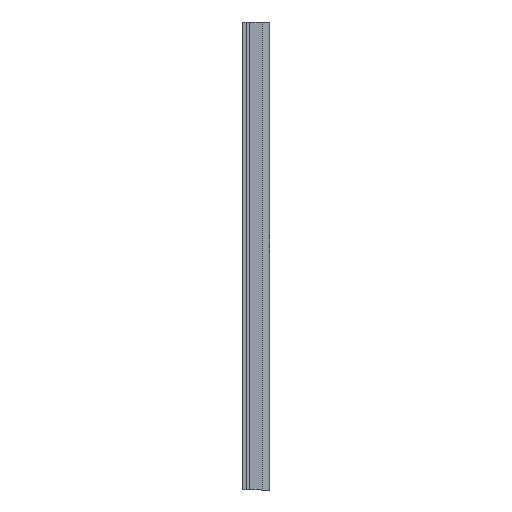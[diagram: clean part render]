
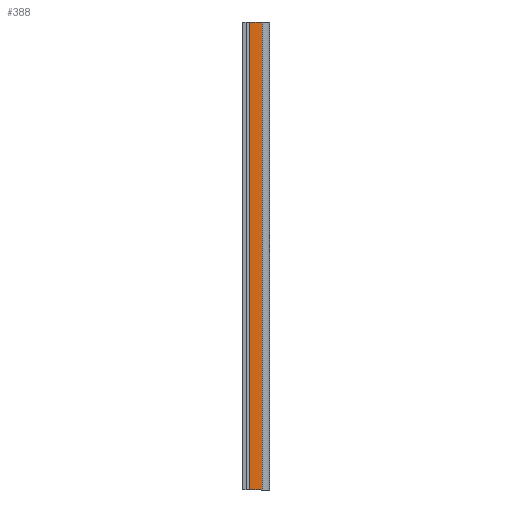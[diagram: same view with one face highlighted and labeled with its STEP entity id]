
A CAD part, left-side view. The second image highlights one B-rep face of the part: STEP entity #388.
In plain terms, the highlighted planar face has unit normal (-1, 0, 0).
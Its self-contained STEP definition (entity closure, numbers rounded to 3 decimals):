
#32 = ORIENTED_EDGE ( 'NONE', *, *, #745, .F. ) ;
#73 = DIRECTION ( 'NONE',  ( 1., 0., 0. ) ) ;
#172 = ORIENTED_EDGE ( 'NONE', *, *, #1176, .F. ) ;
#203 = DIRECTION ( 'NONE',  ( 0., 0., -1. ) ) ;
#265 = LINE ( 'NONE', #776, #836 ) ;
#283 = CARTESIAN_POINT ( 'NONE',  ( -13.5, 5.5, -65. ) ) ;
#293 = EDGE_LOOP ( 'NONE', ( #172, #499, #32, #506 ) ) ;
#296 = LINE ( 'NONE', #1424, #1512 ) ;
#308 = LINE ( 'NONE', #1451, #676 ) ;
#331 = AXIS2_PLACEMENT_3D ( 'NONE', #854, #73, #203 ) ;
#388 = ADVANCED_FACE ( '�����14', ( #1581 ), #449, .F. ) ;
#427 = DIRECTION ( 'NONE',  ( 0., 0., -1. ) ) ;
#449 = PLANE ( 'NONE',  #331 ) ;
#487 = CARTESIAN_POINT ( 'NONE',  ( -13.5, 2., -65. ) ) ;
#499 = ORIENTED_EDGE ( 'NONE', *, *, #875, .T. ) ;
#506 = ORIENTED_EDGE ( 'NONE', *, *, #891, .T. ) ;
#523 = LINE ( 'NONE', #1389, #1299 ) ;
#584 = CARTESIAN_POINT ( 'NONE',  ( -13.5, 2., 65. ) ) ;
#676 = VECTOR ( 'NONE', #427, 1000. ) ;
#745 = EDGE_CURVE ( '������35', #1450, #1601, #265, .T. ) ;
#776 = CARTESIAN_POINT ( 'NONE',  ( -13.5, 1., -65. ) ) ;
#785 = DIRECTION ( 'NONE',  ( 0., 1., 0. ) ) ;
#836 = VECTOR ( 'NONE', #785, 1000. ) ;
#854 = CARTESIAN_POINT ( 'NONE',  ( -13.5, 0., 65. ) ) ;
#875 = EDGE_CURVE ( '������26', #1331, #1601, #308, .T. ) ;
#891 = EDGE_CURVE ( '������25', #1450, #1337, #296, .T. ) ;
#1141 = DIRECTION ( 'NONE',  ( 0., -1., 0. ) ) ;
#1176 = EDGE_CURVE ( '������41', #1331, #1337, #523, .T. ) ;
#1203 = DIRECTION ( 'NONE',  ( 0., 0., 1. ) ) ;
#1299 = VECTOR ( 'NONE', #1141, 1000. ) ;
#1318 = CARTESIAN_POINT ( 'NONE',  ( -13.5, 5.5, 65. ) ) ;
#1331 = VERTEX_POINT ( 'NONE', #1318 ) ;
#1337 = VERTEX_POINT ( 'NONE', #584 ) ;
#1389 = CARTESIAN_POINT ( 'NONE',  ( -13.5, 0., 65. ) ) ;
#1424 = CARTESIAN_POINT ( 'NONE',  ( -13.5, 2., -65. ) ) ;
#1450 = VERTEX_POINT ( 'NONE', #487 ) ;
#1451 = CARTESIAN_POINT ( 'NONE',  ( -13.5, 5.5, 65. ) ) ;
#1512 = VECTOR ( 'NONE', #1203, 1000. ) ;
#1581 = FACE_OUTER_BOUND ( 'NONE', #293, .T. ) ;
#1601 = VERTEX_POINT ( 'NONE', #283 ) ;
